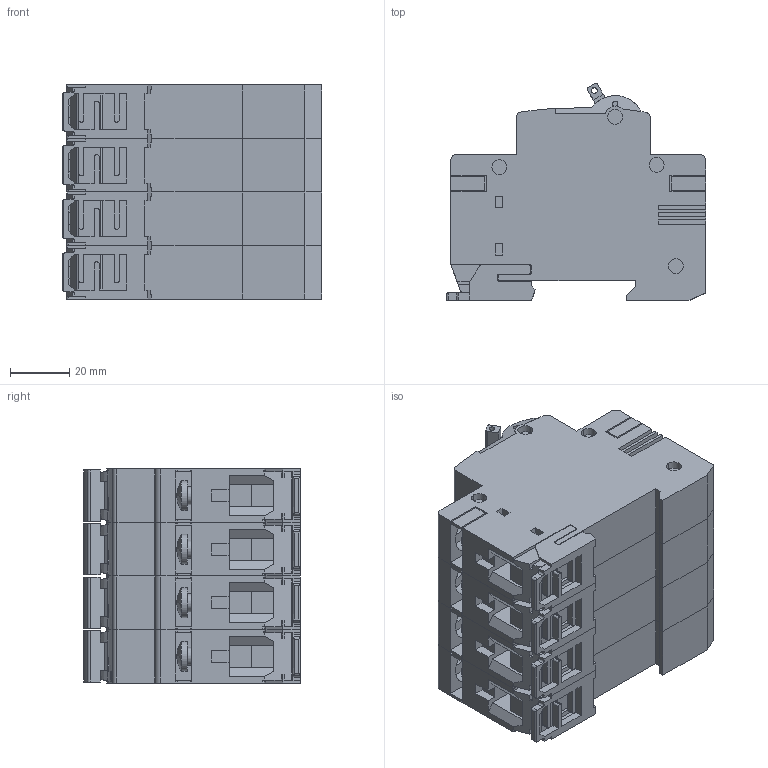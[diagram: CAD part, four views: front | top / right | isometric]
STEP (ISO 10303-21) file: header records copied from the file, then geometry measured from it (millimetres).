
FILE_DESCRIPTION((''),'2;1');
FILE_NAME('ETIMAT_10_3P_N_ASM','2020-05-27T',('peter.kastelic'),('Audax d.o.o.'),'CREO PARAMETRIC BY PTC INC, 2016050','CREO PARAMETRIC BY PTC INC, 2016050','');
FILE_SCHEMA(('AUTOMOTIVE_DESIGN { 1 0 10303 214 1 1 1 1 }'));
Length unit declared in the file: millimetre
Products named in the file (10): OBUDOWA_ETIMAT10; DZWIGNIA_ETIMAT10; ZAPINKA_ETIMAT10; ETIMAT_10_1P-OA0_ASM; ETIMAT_10_1P-OA1_ASM; ETIMAT_10_1P-OA2_ASM; OBUDOWA_ETIMAT10_AF0; ETIMAT_10_1P-OA3_ASM; ASSEM1_ASM; ETIMAT_10_3P_N_ASM
Assembly tree (17 placements, depth 4):
  ETIMAT_10_3P_N_ASM
    ASSEM1_ASM
      ETIMAT_10_1P-OA0_ASM
        OBUDOWA_ETIMAT10
        DZWIGNIA_ETIMAT10
        ZAPINKA_ETIMAT10
      ETIMAT_10_1P-OA1_ASM
        OBUDOWA_ETIMAT10
        DZWIGNIA_ETIMAT10
        ZAPINKA_ETIMAT10
      ETIMAT_10_1P-OA2_ASM
        OBUDOWA_ETIMAT10
        DZWIGNIA_ETIMAT10
        ZAPINKA_ETIMAT10
      ETIMAT_10_1P-OA3_ASM
        OBUDOWA_ETIMAT10_AF0
        DZWIGNIA_ETIMAT10
        ZAPINKA_ETIMAT10
Bounding box: 87.19 x 72.92 x 72 mm (x, y, z)
Volume: 302871.6 mm3; surface area: 93767.5 mm2
Topology: 12 solids, 20 shells, 1587 faces, 4404 edges, 2924 vertices
Faces by surface type: plane 1125, cylinder 397, extrusion 29, bspline 20, cone 16
Entity records: 29059 total; most frequent: CARTESIAN_POINT 5394, ORIENTED_EDGE 3920, DIRECTION 3648, EDGE_CURVE 1960, VECTOR 1466, LINE 1437, VERTEX_POINT 1306, AXIS2_PLACEMENT_3D 1091
